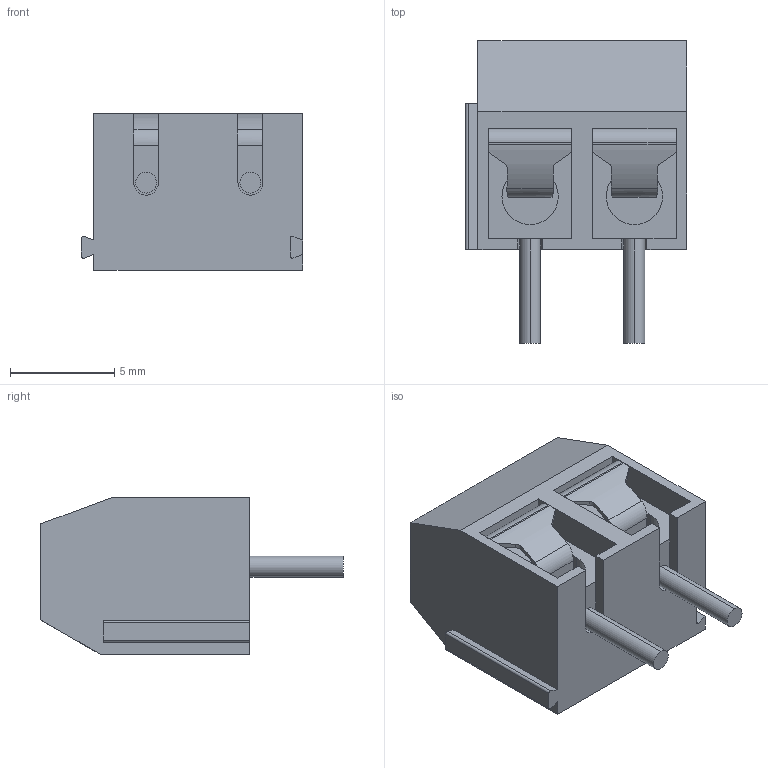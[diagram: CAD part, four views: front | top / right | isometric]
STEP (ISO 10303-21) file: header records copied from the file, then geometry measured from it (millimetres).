
FILE_DESCRIPTION (( 'STEP AP214' ), '1' );
FILE_NAME ('KF301-2P.STEP', '2023-11-09T05:04:28', ( '' ), ( '' ), 'SwSTEP 2.0', 'SolidWorks 2021', '' );
FILE_SCHEMA (( 'AUTOMOTIVE_DESIGN' ));
Length unit declared in the file: millimetre
Products named in the file (1): KF301-2P
Bounding box: 10.6 x 14.5 x 7.5 mm (x, y, z)
Volume: 592.7 mm3; surface area: 850.7 mm2
Topology: 7 solids, 7 shells, 204 faces, 498 edges, 312 vertices
Faces by surface type: plane 92, cylinder 68, bspline 28, sphere 12, torus 4
Entity records: 7084 total; most frequent: CARTESIAN_POINT 2449, ORIENTED_EDGE 984, DIRECTION 838, EDGE_CURVE 492, AXIS2_PLACEMENT_3D 309, VERTEX_POINT 308, VECTOR 220, LINE 220
